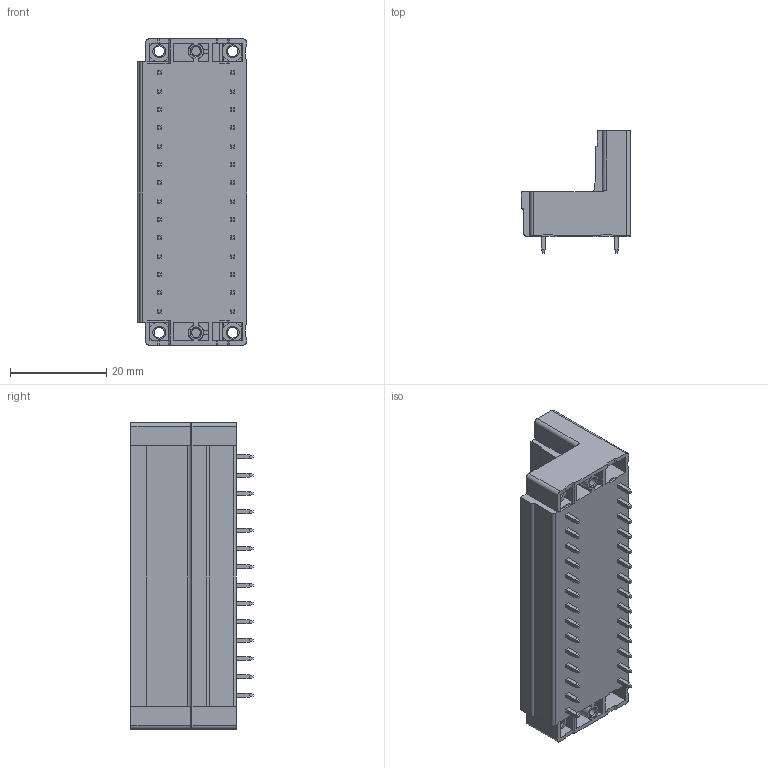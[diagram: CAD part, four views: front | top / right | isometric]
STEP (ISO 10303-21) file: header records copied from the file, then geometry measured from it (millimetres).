
FILE_DESCRIPTION((''),'2;1');
FILE_NAME('TLPHDW-105V-1','2024-09-23T11:44:30',('sheji109'),(''),'CREO PARAMETRIC BY PTC INC, 2018100','CREO PARAMETRIC BY PTC INC, 2018100','');
FILE_SCHEMA(('CONFIG_CONTROL_DESIGN'));
Length unit declared in the file: millimetre
Products named in the file (1): TLPHDW-105V-1
Bounding box: 22.7 x 25.4 x 63.73 mm (x, y, z)
Volume: 14053.7 mm3; surface area: 14818 mm2
Topology: 1 solids, 1 shells, 1781 faces, 4608 edges, 2942 vertices
Faces by surface type: plane 1562, cylinder 167, cone 36, sphere 14, bspline 2
Entity records: 53371 total; most frequent: CARTESIAN_POINT 9720, ORIENTED_EDGE 9188, DIRECTION 8553, EDGE_CURVE 4594, VECTOR 4019, LINE 4019, VERTEX_POINT 2942, AXIS2_PLACEMENT_3D 2267
